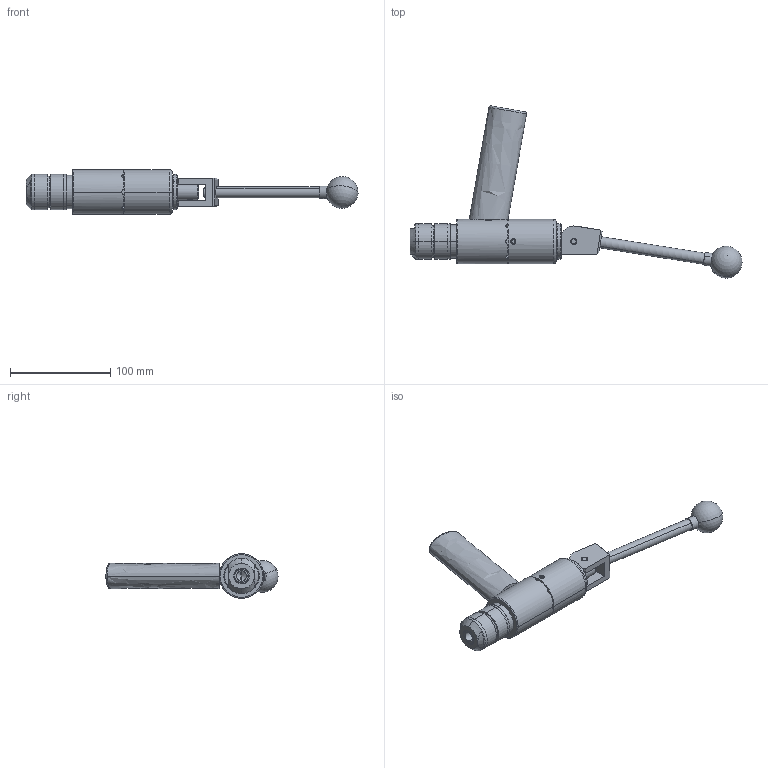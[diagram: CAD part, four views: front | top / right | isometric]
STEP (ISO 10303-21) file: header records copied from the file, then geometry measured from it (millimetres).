
FILE_DESCRIPTION (( 'STEP AP214' ), '1' );
FILE_NAME ('CTSC-003575.STEP', '2025-05-28T13:37:17', ( '' ), ( '' ), 'SwSTEP 2.0', 'SolidWorks 2023', '' );
FILE_SCHEMA (( 'AUTOMOTIVE_DESIGN' ));
Length unit declared in the file: inch
Products named in the file (1): CTSC-003575
Bounding box: 331.23 x 171.73 x 44.45 mm (x, y, z)
Volume: 311430 mm3; surface area: 81954.8 mm2
Topology: 12 solids, 12 shells, 306 faces, 735 edges, 465 vertices
Faces by surface type: cylinder 124, plane 112, cone 45, torus 16, bspline 7, sphere 2
Entity records: 15131 total; most frequent: CARTESIAN_POINT 4106, DIRECTION 1481, ORIENTED_EDGE 1444, EDGE_CURVE 722, AXIS2_PLACEMENT_3D 590, VERTEX_POINT 460, EDGE_LOOP 348, UNCERTAINTY_MEASURE_WITH_UNIT 308
